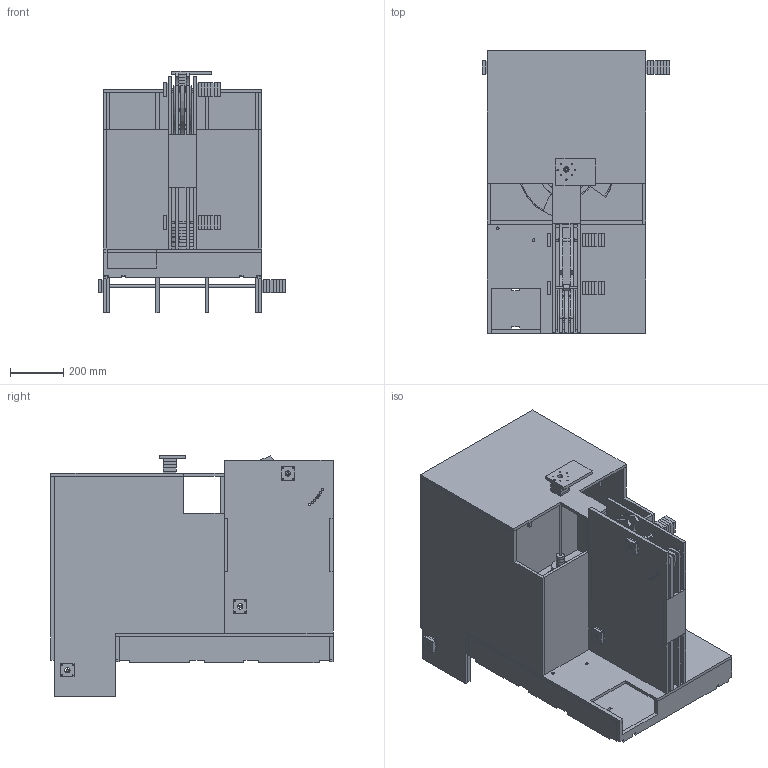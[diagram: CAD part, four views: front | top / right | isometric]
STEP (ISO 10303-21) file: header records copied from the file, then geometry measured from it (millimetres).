
FILE_DESCRIPTION(/* description */ (''),/* implementation_level */ '2;1');
FILE_NAME(/* name */ 'Pfuderi 2.stp',/* time_stamp */ '2017-11-04T15:04:28-08:00',/* author */ ('6417r'),/* organization */ (''),/* preprocessor_version */ 'ST-DEVELOPER v16.13',/* originating_system */ 'Autodesk Inventor 2018',/* authorisation */ '');
FILE_SCHEMA (('AUTOMOTIVE_DESIGN { 1 0 10303 214 3 1 1 }'));
Length unit declared in the file: millimetre
Products named in the file (54): Pfuderi 2; Fahrwerk; Grundplatte; Stüze Grundplatte breit; Stüze Grundplatte lang; Elektronikplatte; Stüze Grundplatte breit_1; Ball Sortierer; Ball Sortierer Basisplatte; Ball Sortierer Level 1 4mal; Ball Sortierer Level 2 4mal; Ball Sortierer Level 3 4mal; Ball Sortierer Level 4 4 mal; Ball Sortierer Level 5 4mal; Ball Sortierer Level 6 4mal; Ball Sortierer Welle; Flugradhaltering 1; Kupplung Wiper; Spacer; Ball Sortierer Level 1 4mal_1; Ball Sortierer Level 2 4mal_1; Ball Sortierer Level 3 4mal_1; Ball Sortierer Level 4 4 mal_1; Ball Sortierer Level 5 4mal_1; Ball Aufnehmer und Speicher; Seitenwand Ball Speicher Breit; Sortierer Ball Speicher; Sortierer Deckel Ball Speicher; Seitenwand 1 Ball Aufnehmer; Seitenwand Ball speicher Lang; Seitenwand Ball speicher Lang_1; Frontwand 1 Ballaufnehmer; Seitenwand Ball Speicher Werfer; Ball Speicher Deckel; Welle Werfer; Wiper Halterung; Seitenwand 2 Ball Aufnehmer; Werfer; Seitenwand 1 Ball Aufnehmer_1; Seitenwand 2 Ball Aufnehmer_1 ...
Assembly tree (116 placements, depth 3):
  Pfuderi 2
    Fahrwerk
      Grundplatte
      Stüze Grundplatte breit
      Stüze Grundplatte lang  x2
      Elektronikplatte
      Kugellager Halterung  x3
      Kugellager Halterung 1.1
      Stüze Grundplatte breit_1
    Ball Sortierer
      Ball Sortierer Basisplatte
      Ball Sortierer Level 1 4mal  x5
      Ball Sortierer Level 2 4mal  x3
      Ball Sortierer Level 3 4mal  x3
      Ball Sortierer Level 4 4 mal  x3
      Ball Sortierer Level 5 4mal  x3
      Ball Sortierer Level 6 4mal  x4
      Ball Sortierer Welle
      Flugradhaltering 1
      Kupplung Wiper
      Spacer
      Ball Sortierer Level 1 4mal_1
      Ball Sortierer Level 2 4mal_1
      Ball Sortierer Level 3 4mal_1
      Ball Sortierer Level 4 4 mal_1
      Ball Sortierer Level 5 4mal_1
    Ball Aufnehmer und Speicher
      Seitenwand Ball Speicher Breit
      Sortierer Ball Speicher
      Sortierer Deckel Ball Speicher
      Seitenwand 1 Ball Aufnehmer  x4
      Seitenwand 2 Ball Aufnehmer  x4
      Seitenwand Ball speicher Lang
      Seitenwand Ball speicher Lang_1
      Frontwand 1 Ballaufnehmer
      Seitenwand Ball Speicher Werfer
      Ball Speicher Deckel
      Welle Werfer
      Kugellager Halterung 1.1  x2
      Kugellager Halterung  x5
      Kugellager Halterung2.1
      Wiper Halterung
      Kugellager Halterung 2
      Kugellager Halterung 2_1  x6
    Werfer
      Seitenwand 1 Ball Aufnehmer_1  x2
      Seitenwand 2 Ball Aufnehmer_1  x2
      Justierung
      Seitenwand 3 Ball Aufnehmer
      Seitenwand 4 Ball Werfer
      Kugellager Halterung 1.1  x2
      Kugellager Halterung  x2
      Kugellager Halterung2.1  x2
      Welle Werfer_1
      Justierungs Halterung  x4
      Justierungs Halterung 2  x2
      Kugellager Halterung 2  x2
      Kugellager Halterung 2_1  x12
      Flugradhaltering 1_1
      Welle Werfer_2
Bounding box: 707 x 1062 x 909 mm (x, y, z)
Volume: 63788568.2 mm3; surface area: 11768389.1 mm2
Topology: 112 solids, 112 shells, 1081 faces, 2520 edges, 1680 vertices
Faces by surface type: plane 657, cylinder 424
Full cylindrical faces by diameter (mm): 2 x7, 3.5 x4, 4 x8, 4.2 x192, 5.2 x3, 6 x6, 8 x34, 10 x5, 19 x1, 20 x22, 22 x8, 24 x1, 26 x4, 30 x23, 60 x1, 62 x4, 66 x5, 98 x4, 102 x5, 134 x6, 138 x5, 174 x5, 210 x7, 350 x1, 360 x1
Entity records: 16948 total; most frequent: DIRECTION 2789, CARTESIAN_POINT 2526, ORIENTED_EDGE 2082, AXIS2_PLACEMENT_3D 1063, EDGE_CURVE 1041, EDGE_LOOP 941, VERTEX_POINT 800, LINE 663
